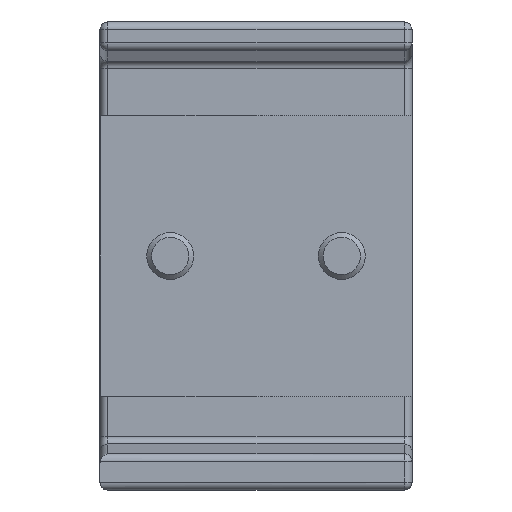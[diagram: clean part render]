
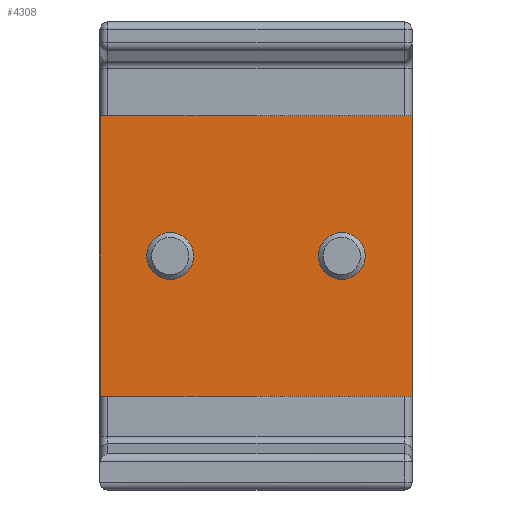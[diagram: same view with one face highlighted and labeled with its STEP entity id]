
A CAD part, front view. The second image highlights one B-rep face of the part: STEP entity #4308.
In plain terms, the highlighted face is planar.
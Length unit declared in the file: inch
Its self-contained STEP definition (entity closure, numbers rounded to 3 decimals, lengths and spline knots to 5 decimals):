
#4020=CARTESIAN_POINT('',(-0.6875,0.15625,0.25));
#4021=VERTEX_POINT('',#4020);
#4037=CARTESIAN_POINT('',(-0.6875,-0.15625,0.25));
#4038=VERTEX_POINT('',#4037);
#4045=CARTESIAN_POINT('',(-0.6875,0.0,0.25));
#4046=DIRECTION('',(0.0,0.0,-1.0));
#4047=DIRECTION('',(0.0,1.0,0.0));
#4048=AXIS2_PLACEMENT_3D('',#4045,#4046,#4047);
#4049=CIRCLE('',#4048,0.15625);
#4050=EDGE_CURVE('',#4021,#4038,#4049,.T.);
#4062=CARTESIAN_POINT('',(0.6875,0.15625,0.25));
#4063=VERTEX_POINT('',#4062);
#4079=CARTESIAN_POINT('',(0.6875,-0.15625,0.25));
#4080=VERTEX_POINT('',#4079);
#4087=CARTESIAN_POINT('',(0.6875,0.0,0.25));
#4088=DIRECTION('',(0.0,0.0,-1.0));
#4089=DIRECTION('',(0.0,1.0,0.0));
#4090=AXIS2_PLACEMENT_3D('',#4087,#4088,#4089);
#4091=CIRCLE('',#4090,0.15625);
#4092=EDGE_CURVE('',#4063,#4080,#4091,.T.);
#4103=CARTESIAN_POINT('',(0.6875,0.0,0.25));
#4104=DIRECTION('',(0.0,0.0,-1.0));
#4105=DIRECTION('',(0.0,1.0,0.0));
#4106=AXIS2_PLACEMENT_3D('',#4103,#4104,#4105);
#4107=CIRCLE('',#4106,0.15625);
#4108=EDGE_CURVE('',#4080,#4063,#4107,.T.);
#4127=CARTESIAN_POINT('',(-0.6875,0.0,0.25));
#4128=DIRECTION('',(0.0,0.0,-1.0));
#4129=DIRECTION('',(0.0,1.0,0.0));
#4130=AXIS2_PLACEMENT_3D('',#4127,#4128,#4129);
#4131=CIRCLE('',#4130,0.15625);
#4132=EDGE_CURVE('',#4038,#4021,#4131,.T.);
#4150=CARTESIAN_POINT('',(-1.25,-1.125,0.25));
#4151=VERTEX_POINT('',#4150);
#4152=CARTESIAN_POINT('',(-1.25,1.125,0.25));
#4153=VERTEX_POINT('',#4152);
#4154=CARTESIAN_POINT('',(-1.25,-1.125,0.25));
#4155=DIRECTION('',(0.0,1.0,0.0));
#4156=VECTOR('',#4155,2.25);
#4157=LINE('',#4154,#4156);
#4158=EDGE_CURVE('',#4151,#4153,#4157,.T.);
#4190=CARTESIAN_POINT('',(1.25,1.125,0.25));
#4191=VERTEX_POINT('',#4190);
#4192=CARTESIAN_POINT('',(-1.25,1.125,0.25));
#4193=DIRECTION('',(1.0,0.0,0.0));
#4194=VECTOR('',#4193,2.5);
#4195=LINE('',#4192,#4194);
#4196=EDGE_CURVE('',#4153,#4191,#4195,.T.);
#4221=CARTESIAN_POINT('',(1.25,-1.125,0.25));
#4222=VERTEX_POINT('',#4221);
#4223=CARTESIAN_POINT('',(1.25,1.125,0.25));
#4224=DIRECTION('',(0.0,-1.0,0.0));
#4225=VECTOR('',#4224,2.25);
#4226=LINE('',#4223,#4225);
#4227=EDGE_CURVE('',#4191,#4222,#4226,.T.);
#4252=CARTESIAN_POINT('',(1.25,-1.125,0.25));
#4253=DIRECTION('',(-1.0,0.0,0.0));
#4254=VECTOR('',#4253,2.5);
#4255=LINE('',#4252,#4254);
#4256=EDGE_CURVE('',#4222,#4151,#4255,.T.);
#4289=CARTESIAN_POINT('',(-1.375,-1.2375,0.25));
#4290=DIRECTION('',(0.0,0.0,-1.0));
#4291=DIRECTION('',(-1.0,0.0,0.0));
#4292=AXIS2_PLACEMENT_3D('',#4289,#4290,#4291);
#4293=PLANE('',#4292);
#4294=ORIENTED_EDGE('',*,*,#4158,.F.);
#4295=ORIENTED_EDGE('',*,*,#4256,.F.);
#4296=ORIENTED_EDGE('',*,*,#4227,.F.);
#4297=ORIENTED_EDGE('',*,*,#4196,.F.);
#4298=EDGE_LOOP('',(#4294,#4295,#4296,#4297));
#4299=FACE_OUTER_BOUND('',#4298,.T.);
#4300=ORIENTED_EDGE('',*,*,#4092,.T.);
#4301=ORIENTED_EDGE('',*,*,#4108,.T.);
#4302=EDGE_LOOP('',(#4300,#4301));
#4303=FACE_BOUND('',#4302,.T.);
#4304=ORIENTED_EDGE('',*,*,#4050,.T.);
#4305=ORIENTED_EDGE('',*,*,#4132,.T.);
#4306=EDGE_LOOP('',(#4304,#4305));
#4307=FACE_BOUND('',#4306,.T.);
#4308=ADVANCED_FACE('',(#4299,#4303,#4307),#4293,.F.);
